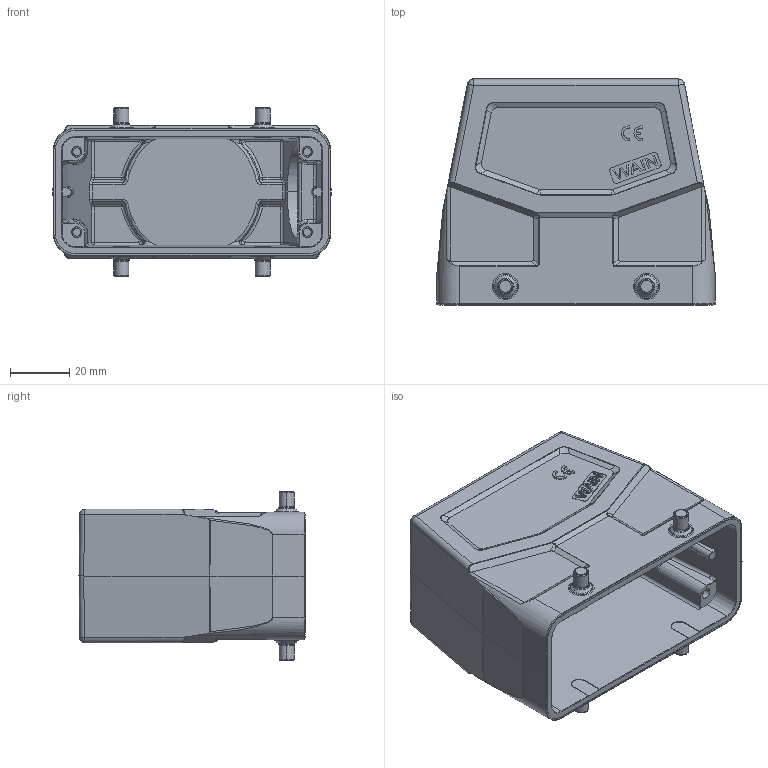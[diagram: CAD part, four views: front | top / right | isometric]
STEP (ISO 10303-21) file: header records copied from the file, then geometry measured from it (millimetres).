
FILE_DESCRIPTION(/* description */ (''),/* implementation_level */ '2;1');
FILE_NAME(/* name */ '3D_1121165305005_W16B-MSEH-4B-M32_V1.1.stp',/* time_stamp */ '2023-12-01T11:40:00+08:00',/* author */ (''),/* organization */ (''),/* preprocessor_version */ 'ST-DEVELOPER v18.1',/* originating_system */ 'SIEMENS PLM Software NX 1980',/* authorisation */ '');
FILE_SCHEMA (('AP203_CONFIGURATION_CONTROLLED_3D_DESIGN_OF_MECHANICAL_PARTS_AND_ASSEMBLIES_MIM_LF { 1 0 10303 403 2 1 2}'));
Length unit declared in the file: millimetre
Products named in the file (1): temp
Bounding box: 93.5 x 76 x 57 mm (x, y, z)
Volume: 78707.3 mm3; surface area: 42318.3 mm2
Topology: 3 solids, 3 shells, 636 faces, 1619 edges, 990 vertices
Faces by surface type: plane 226, cylinder 210, torus 104, cone 42, sphere 28, bspline 24, extrusion 2
Entity records: 21690 total; most frequent: CARTESIAN_POINT 7176, ORIENTED_EDGE 3188, DIRECTION 2736, EDGE_CURVE 1594, AXIS2_PLACEMENT_3D 1007, VERTEX_POINT 990, VECTOR 722, LINE 720
